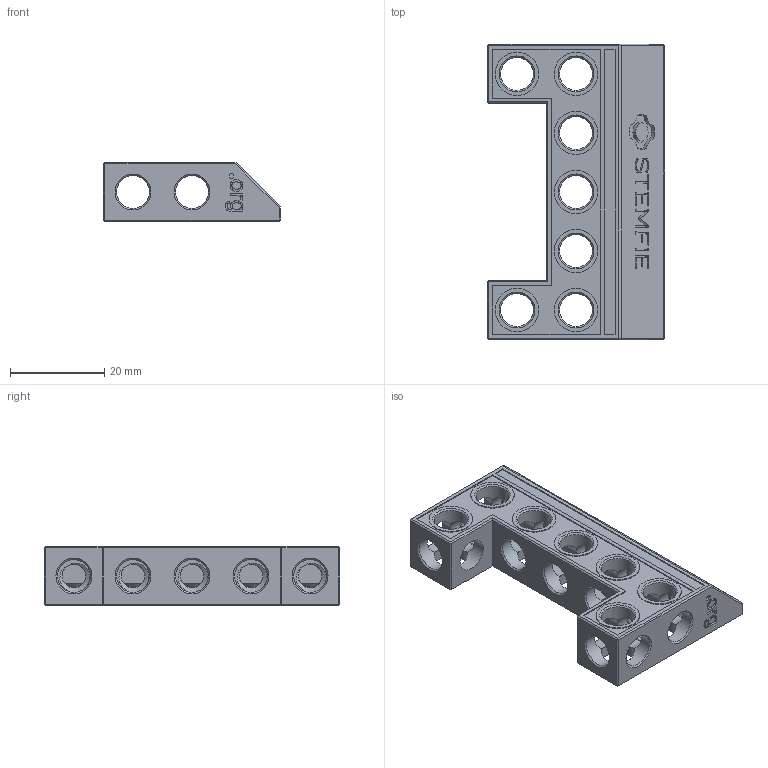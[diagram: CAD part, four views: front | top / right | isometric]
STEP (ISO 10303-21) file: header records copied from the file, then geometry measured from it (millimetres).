
FILE_DESCRIPTION(('FreeCAD Model'),'2;1');
FILE_NAME('Open CASCADE Shape Model','2023-11-10T18:16:21',(''),(''), 'Open CASCADE STEP processor 7.6','FreeCAD','Unknown');
FILE_SCHEMA(('AUTOMOTIVE_DESIGN { 1 0 10303 214 1 1 1 1 }'));
Products named in the file (1): Sign URL SLTD STA USH BU05x03x01 - SPN-SGN-0009 (stemfie.org)
Bounding box: 37.5 x 62.5 x 12.5 mm (x, y, z)
Volume: 12413.8 mm3; surface area: 10043.6 mm2
Topology: 1 solids, 1 shells, 765 faces, 2138 edges, 1398 vertices
Faces by surface type: plane 287, extrusion 204, bspline 178, cylinder 71, cone 25
Full cylindrical faces by diameter (mm): 7 x38, 9.2 x7
Entity records: 100866 total; most frequent: CARTESIAN_POINT 62924, DIRECTION 5142, ORIENTED_EDGE 4276, PCURVE 4276, DEFINITIONAL_REPRESENTATION 4276, VECTOR 3795, LINE 3591, B_SPLINE_CURVE_WITH_KNOTS 2647
